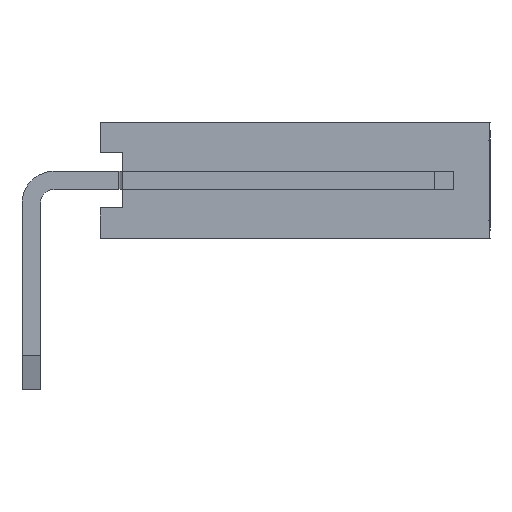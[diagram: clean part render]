
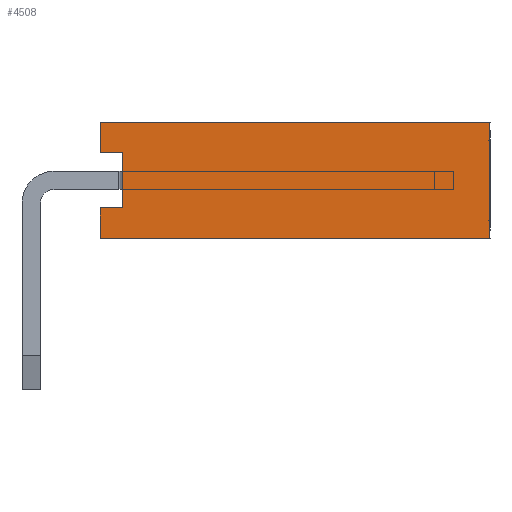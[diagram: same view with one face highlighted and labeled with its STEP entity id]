
A CAD part, left-side view. The second image highlights one B-rep face of the part: STEP entity #4508.
In plain terms, the highlighted planar face has unit normal (-1, 0, 0).
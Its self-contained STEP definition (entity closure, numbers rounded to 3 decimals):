
#4508=ADVANCED_FACE('',(#24044),#24046,.T.);
#24044=FACE_BOUND('',#24045,.T.);
#24045=EDGE_LOOP('',(#39765,#39766,#39767,#39768,#39769,#39770,#39771,#39772));
#24046=PLANE('',#24047);
#24047=AXIS2_PLACEMENT_3D('',#24048,#24049,#24050);
#24048=CARTESIAN_POINT('',(-1.27,-1.5,2.54));
#24049=DIRECTION('',(-1.,0.,0.));
#24050=DIRECTION('',(0.,0.,-1.));
#39765=ORIENTED_EDGE('',*,*,#51077,.T.);
#39766=ORIENTED_EDGE('',*,*,#51078,.T.);
#39767=ORIENTED_EDGE('',*,*,#51079,.T.);
#39768=ORIENTED_EDGE('',*,*,#51080,.F.);
#39769=ORIENTED_EDGE('',*,*,#51081,.F.);
#39770=ORIENTED_EDGE('',*,*,#51082,.T.);
#39771=ORIENTED_EDGE('',*,*,#51083,.T.);
#39772=ORIENTED_EDGE('',*,*,#50305,.T.);
#50305=EDGE_CURVE('',#57633,#57634,#57635,.T.);
#51077=EDGE_CURVE('',#57634,#58721,#58722,.F.);
#51078=EDGE_CURVE('',#58721,#58723,#58724,.T.);
#51079=EDGE_CURVE('',#58723,#58725,#58726,.T.);
#51080=EDGE_CURVE('',#58727,#58725,#58728,.T.);
#51081=EDGE_CURVE('',#58729,#58727,#58730,.T.);
#51082=EDGE_CURVE('',#58729,#58731,#58732,.T.);
#51083=EDGE_CURVE('',#58731,#57633,#58733,.F.);
#57633=VERTEX_POINT('',#70549);
#57634=VERTEX_POINT('',#70550);
#57635=LINE('',#70551,#70552);
#58721=VERTEX_POINT('',#73181);
#58722=LINE('',#73182,#73183);
#58723=VERTEX_POINT('',#73185);
#58724=LINE('',#73186,#73187);
#58725=VERTEX_POINT('',#73189);
#58726=LINE('',#73190,#73191);
#58727=VERTEX_POINT('',#73193);
#58728=LINE('',#73194,#73195);
#58729=VERTEX_POINT('',#73197);
#58730=LINE('',#73198,#73199);
#58731=VERTEX_POINT('',#73201);
#58732=LINE('',#73202,#73203);
#58733=LINE('',#73205,#73206);
#70549=CARTESIAN_POINT('',(-1.27,-2.,1.87));
#70550=CARTESIAN_POINT('',(-1.27,-2.,0.67));
#70551=CARTESIAN_POINT('',(-1.27,-2.,1.87));
#70552=VECTOR('',#70553,1.);
#70553=DIRECTION('',(0.,0.,-1.));
#73181=CARTESIAN_POINT('',(-1.27,-1.5,0.67));
#73182=CARTESIAN_POINT('',(-1.27,-1.5,0.67));
#73183=VECTOR('',#73184,1.);
#73184=DIRECTION('',(0.,-1.,0.));
#73185=CARTESIAN_POINT('',(-1.27,-1.5,0.));
#73186=CARTESIAN_POINT('',(-1.27,-1.5,0.67));
#73187=VECTOR('',#73188,1.);
#73188=DIRECTION('',(0.,0.,-1.));
#73189=CARTESIAN_POINT('',(-1.27,-10.,0.));
#73190=CARTESIAN_POINT('',(-1.27,-1.5,0.));
#73191=VECTOR('',#73192,1.);
#73192=DIRECTION('',(0.,-1.,0.));
#73193=CARTESIAN_POINT('',(-1.27,-10.,2.54));
#73194=CARTESIAN_POINT('',(-1.27,-10.,2.54));
#73195=VECTOR('',#73196,1.);
#73196=DIRECTION('',(0.,0.,-1.));
#73197=CARTESIAN_POINT('',(-1.27,-1.5,2.54));
#73198=CARTESIAN_POINT('',(-1.27,-1.5,2.54));
#73199=VECTOR('',#73200,1.);
#73200=DIRECTION('',(0.,-1.,0.));
#73201=CARTESIAN_POINT('',(-1.27,-1.5,1.87));
#73202=CARTESIAN_POINT('',(-1.27,-1.5,2.54));
#73203=VECTOR('',#73204,1.);
#73204=DIRECTION('',(0.,0.,-1.));
#73205=CARTESIAN_POINT('',(-1.27,-2.,1.87));
#73206=VECTOR('',#73207,1.);
#73207=DIRECTION('',(0.,1.,0.));
